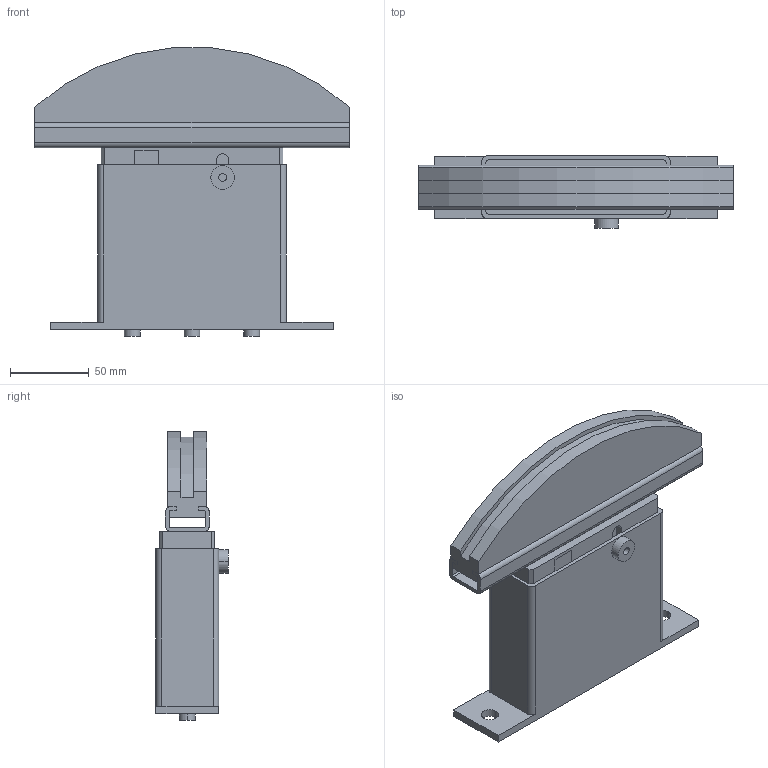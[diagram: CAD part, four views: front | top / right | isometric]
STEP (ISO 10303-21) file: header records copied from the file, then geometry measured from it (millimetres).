
FILE_DESCRIPTION(('STEP AP214'),'1');
FILE_NAME('cctmp_A05CA65E-0AC9-41D6-ABBA-48FF134C3AD7_2023_6_22_9_15_51_538..stp','2023-06-22T07:15:51',('Murtfeldt Kunststoffe GmbH & Co.KG'),('CADClick - www.CADClick.com'),'Spatial InterOp 3D',' ','unknown authorization');
FILE_SCHEMA(('AUTOMOTIVE_DESIGN'));
Length unit declared in the file: millimetre
Products named in the file (1): 281020211
Bounding box: 200 x 46 x 183.51 mm (x, y, z)
Volume: 747467.1 mm3; surface area: 110758.2 mm2
Topology: 1 solids, 1 shells, 112 faces, 330 edges, 216 vertices
Faces by surface type: plane 77, cylinder 35
Entity records: 4668 total; most frequent: ORIENTED_EDGE 660, CARTESIAN_POINT 659, DIRECTION 634, EDGE_CURVE 330, LINE 252, VECTOR 252, VERTEX_POINT 216, AXIS2_PLACEMENT_3D 191
